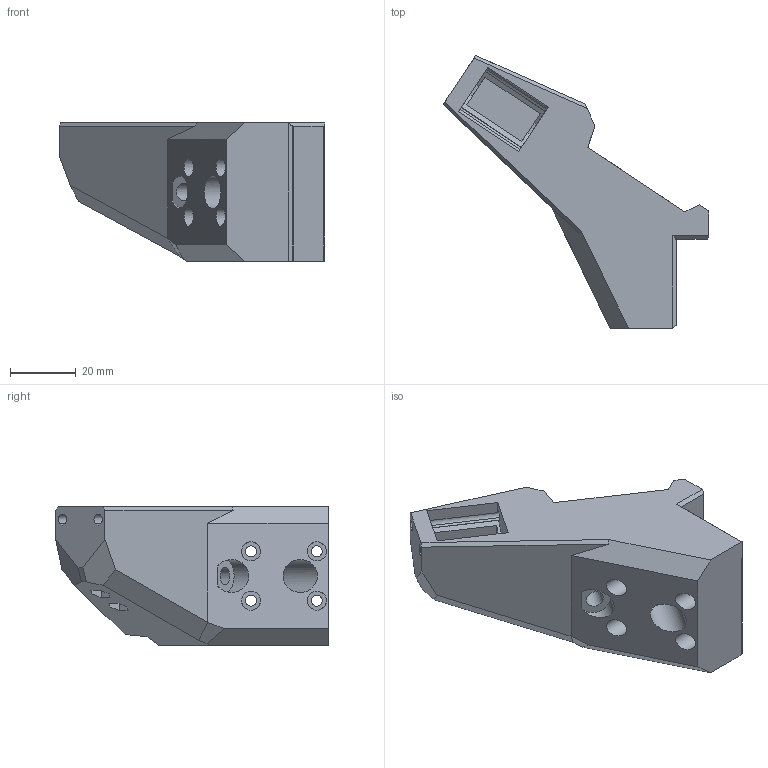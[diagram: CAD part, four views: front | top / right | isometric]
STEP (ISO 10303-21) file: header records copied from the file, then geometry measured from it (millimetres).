
FILE_DESCRIPTION(/* description */ ('STEP AP214'),/* implementation_level */ '2;1');
FILE_NAME(/* name */ '603a46c383511015a261ef31',/* time_stamp */ '2021-02-27T13:19:00+00:00',/* author */ (''),/* organization */ (''),/* preprocessor_version */ 'ST-DEVELOPER v18.1',/* originating_system */ ' ',/* authorisation */ ' ');
FILE_SCHEMA (('AUTOMOTIVE_DESIGN {1 0 10303 214 3 1 1}'));
Length unit declared in the file: metre
Products named in the file (1): bed_arm_right
Bounding box: 80.81 x 82.86 x 42 mm (x, y, z)
Volume: 87524.7 mm3; surface area: 18325.8 mm2
Topology: 1 solids, 1 shells, 114 faces, 304 edges, 203 vertices
Faces by surface type: plane 89, cylinder 16, bspline 9
Full cylindrical faces by diameter (mm): 3.3 x6, 5.3 x2, 5.8 x4, 10 x1
Entity records: 3509 total; most frequent: CARTESIAN_POINT 700, ORIENTED_EDGE 574, DIRECTION 517, EDGE_CURVE 287, LINE 233, VECTOR 233, VERTEX_POINT 199, EDGE_LOOP 154
